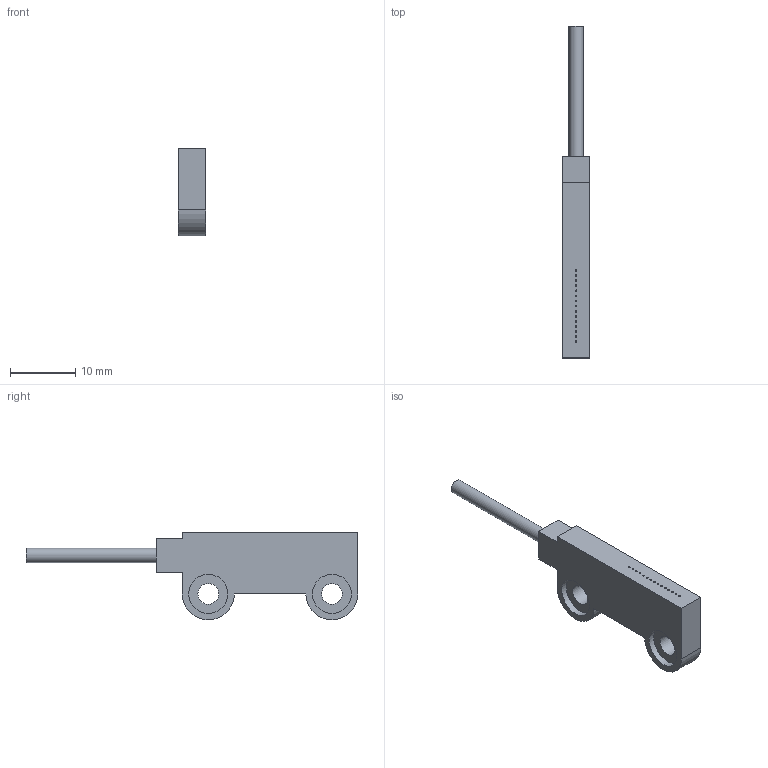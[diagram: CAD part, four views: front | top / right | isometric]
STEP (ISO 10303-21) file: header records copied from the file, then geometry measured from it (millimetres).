
FILE_DESCRIPTION(/* description */ (''),/* implementation_level */ '2;1');
FILE_NAME(/* name */ 'EX-LTE11.stp',/* time_stamp */ '2023-04-10T10:35:36+08:00',/* author */ (''),/* organization */ (''),/* preprocessor_version */ 'ST-DEVELOPER v16.7',/* originating_system */ 'SIEMENS PLM Software NX 12.0',/* authorisation */ '');
FILE_SCHEMA (('AUTOMOTIVE_DESIGN { 1 0 10303 214 3 1 1 1 }'));
Length unit declared in the file: millimetre
Products named in the file (1): EX-LTE11
Bounding box: 4.2 x 51 x 13.5 mm (x, y, z)
Volume: 1303.3 mm3; surface area: 1260 mm2
Topology: 1 solids, 1 shells, 54 faces, 96 edges, 64 vertices
Faces by surface type: plane 30, cylinder 24
Full cylindrical faces by diameter (mm): 0.265 x15, 2.2 x1, 3.2 x2, 6 x4
Entity records: 1250 total; most frequent: DIRECTION 232, CARTESIAN_POINT 193, ORIENTED_EDGE 148, AXIS2_PLACEMENT_3D 103, EDGE_LOOP 100, FACE_BOUND 76, EDGE_CURVE 74, VERTEX_POINT 64
